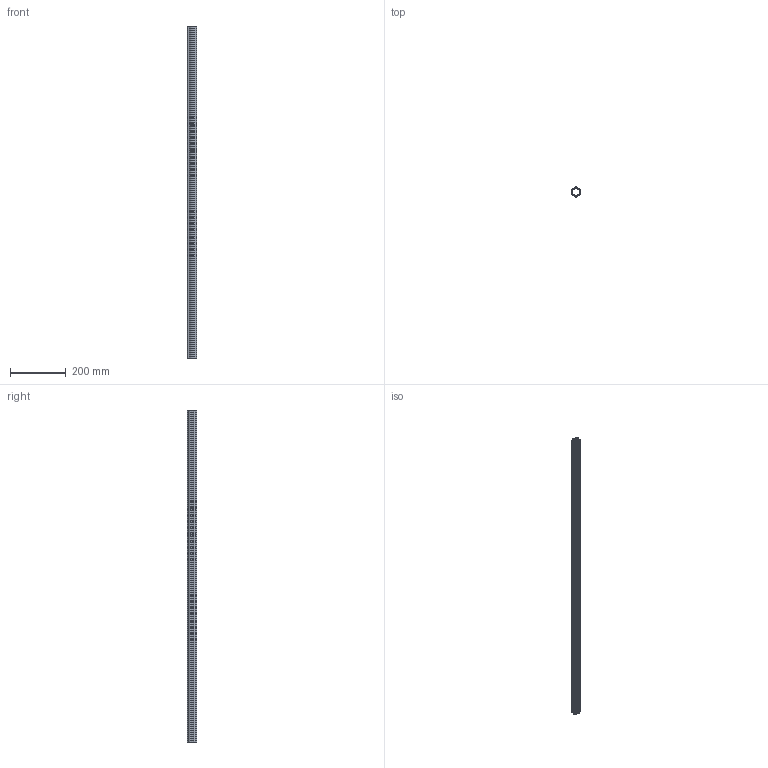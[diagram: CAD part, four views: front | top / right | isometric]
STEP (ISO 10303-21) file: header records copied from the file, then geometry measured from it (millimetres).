
FILE_DESCRIPTION (( 'STEP AP203' ), '1' );
FILE_NAME ('REV-21-2520_RevB.STEP', '2021-05-25T16:19:08', ( '' ), ( '' ), 'SwSTEP 2.0', 'SolidWorks 2019', '' );
FILE_SCHEMA (( 'CONFIG_CONTROL_DESIGN' ));
Length unit declared in the file: inch
Products named in the file (1): REV-21-2520_RevB
Bounding box: 32.52 x 34.87 x 1193.8 mm (x, y, z)
Volume: 211605.9 mm3; surface area: 269060.4 mm2
Topology: 1 solids, 1 shells, 92 faces, 270 edges, 180 vertices
Faces by surface type: cylinder 90, plane 2
Entity records: 3257 total; most frequent: DIRECTION 636, CARTESIAN_POINT 543, ORIENTED_EDGE 540, AXIS2_PLACEMENT_3D 273, EDGE_CURVE 270, VERTEX_POINT 180, CIRCLE 180, EDGE_LOOP 94
